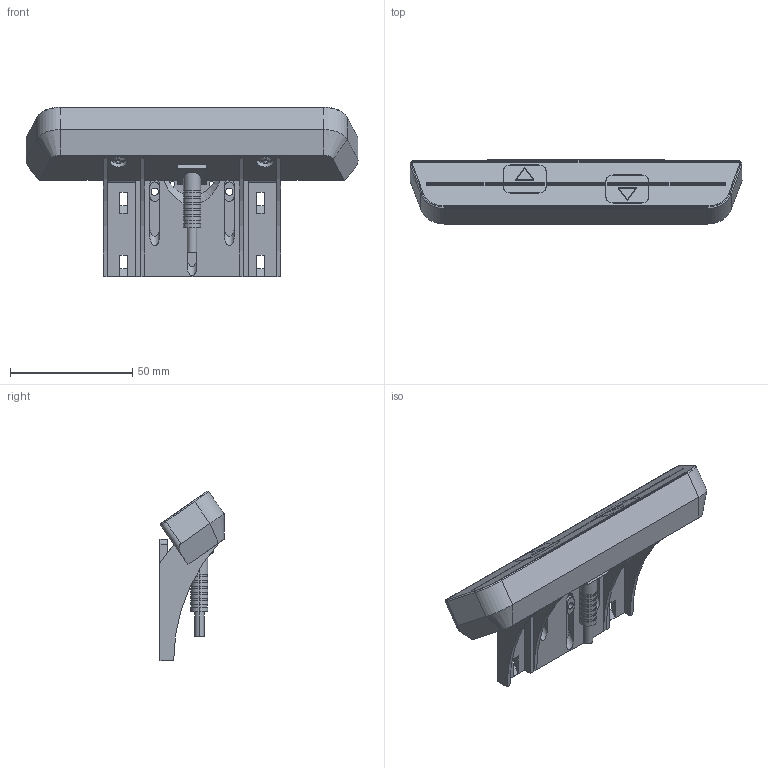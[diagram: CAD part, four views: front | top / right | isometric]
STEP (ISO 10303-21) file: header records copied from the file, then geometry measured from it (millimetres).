
FILE_DESCRIPTION (( 'STEP AP203' ), '1' );
FILE_NAME ('HSU-Varioline.STEP', '2014-04-15T09:14:23', ( 'admin' ), ( 'Hewlett-Packard Company' ), 'SwSTEP 2.0', 'SolidWorks 2012', '' );
FILE_SCHEMA (( 'CONFIG_CONTROL_DESIGN' ));
Length unit declared in the file: millimetre
Products named in the file (1): HSU-Varioline
Bounding box: 135.8 x 26.22 x 69.4 mm (x, y, z)
Volume: 73530.5 mm3; surface area: 26616.1 mm2
Topology: 2 solids, 2 shells, 294 faces, 762 edges, 501 vertices
Faces by surface type: plane 172, cylinder 101, sphere 8, cone 8, torus 4, bspline 1
Entity records: 9210 total; most frequent: CARTESIAN_POINT 1748, DIRECTION 1551, ORIENTED_EDGE 1516, EDGE_CURVE 758, AXIS2_PLACEMENT_3D 532, VERTEX_POINT 499, LINE 487, VECTOR 487
